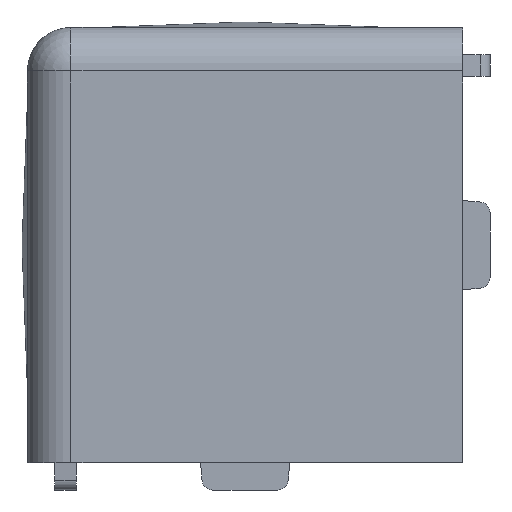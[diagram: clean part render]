
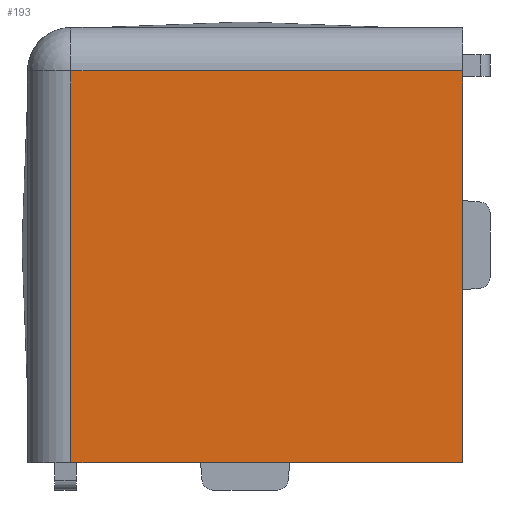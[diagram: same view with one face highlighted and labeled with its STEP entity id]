
A CAD part, left-side view. The second image highlights one B-rep face of the part: STEP entity #193.
In plain terms, the highlighted face is planar.
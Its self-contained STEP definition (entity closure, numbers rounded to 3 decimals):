
#193 = ADVANCED_FACE( '', ( #316 ), #317, .T. );
#316 = FACE_OUTER_BOUND( '', #547, .T. );
#317 = PLANE( '', #548 );
#547 = EDGE_LOOP( '', ( #863, #864, #865, #866 ) );
#548 = AXIS2_PLACEMENT_3D( '', #867, #868, #869 );
#863 = ORIENTED_EDGE( '', *, *, #1616, .F. );
#864 = ORIENTED_EDGE( '', *, *, #1617, .T. );
#865 = ORIENTED_EDGE( '', *, *, #1618, .T. );
#866 = ORIENTED_EDGE( '', *, *, #1610, .F. );
#867 = CARTESIAN_POINT( '', ( -40., -20., -20. ) );
#868 = DIRECTION( '', ( 0., 0., -1. ) );
#869 = DIRECTION( '', ( -1., 0., 0. ) );
#1610 = EDGE_CURVE( '', #1905, #1907, #1908, .T. );
#1616 = EDGE_CURVE( '', #1918, #1905, #1919, .T. );
#1617 = EDGE_CURVE( '', #1918, #1920, #1921, .T. );
#1618 = EDGE_CURVE( '', #1920, #1907, #1922, .T. );
#1905 = VERTEX_POINT( '', #2418 );
#1907 = VERTEX_POINT( '', #2421 );
#1908 = LINE( '', #2422, #2423 );
#1918 = VERTEX_POINT( '', #2437 );
#1919 = LINE( '', #2438, #2439 );
#1920 = VERTEX_POINT( '', #2440 );
#1921 = LINE( '', #2441, #2442 );
#1922 = LINE( '', #2443, #2444 );
#2418 = CARTESIAN_POINT( '', ( 0., -20., -20. ) );
#2421 = CARTESIAN_POINT( '', ( 0., 16., -20. ) );
#2422 = CARTESIAN_POINT( '', ( 0., -20., -20. ) );
#2423 = VECTOR( '', #3232, 1000. );
#2437 = CARTESIAN_POINT( '', ( -36., -20., -20. ) );
#2438 = CARTESIAN_POINT( '', ( -40., -20., -20. ) );
#2439 = VECTOR( '', #3240, 1000. );
#2440 = CARTESIAN_POINT( '', ( -36., 16., -20. ) );
#2441 = CARTESIAN_POINT( '', ( -36., 20., -20. ) );
#2442 = VECTOR( '', #3241, 1000. );
#2443 = CARTESIAN_POINT( '', ( -40., 16., -20. ) );
#2444 = VECTOR( '', #3242, 1000. );
#3232 = DIRECTION( '', ( 0., 1., 0. ) );
#3240 = DIRECTION( '', ( 1., 0., 0. ) );
#3241 = DIRECTION( '', ( 0., 1., 0. ) );
#3242 = DIRECTION( '', ( 1., 0., 0. ) );
